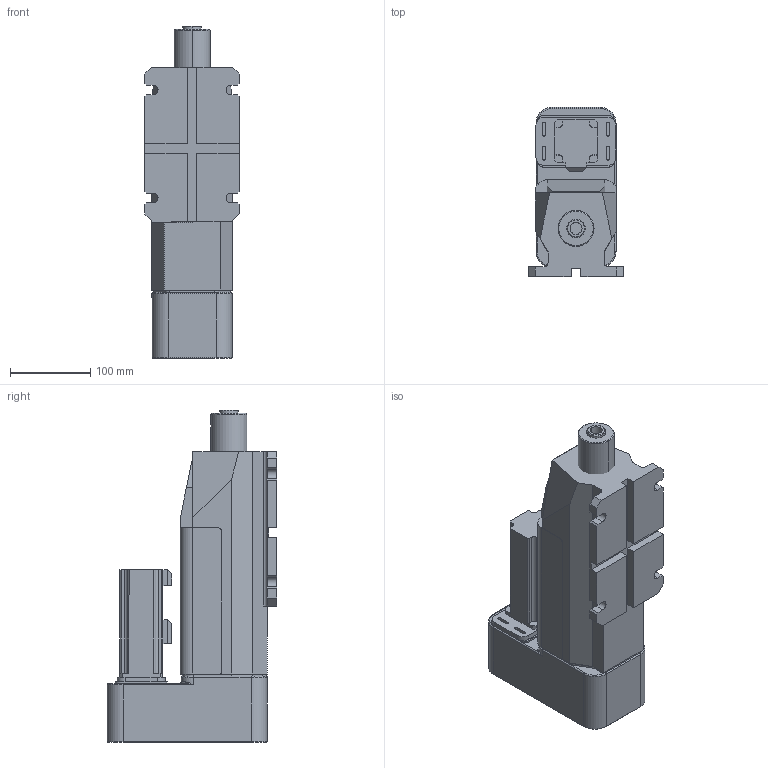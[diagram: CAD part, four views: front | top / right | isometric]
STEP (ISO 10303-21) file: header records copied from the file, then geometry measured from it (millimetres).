
FILE_DESCRIPTION (( 'STEP AP203' ), '1' );
FILE_NAME ('JPUF-104（フランジ）外形図.STEP', '2007-05-30T04:58:18', ( '' ), ( '' ), 'SwSTEP 2.0', 'SolidWorks 2006104', '' );
FILE_SCHEMA (( 'CONFIG_CONTROL_DESIGN' ));
Length unit declared in the file: millimetre
Products named in the file (3): JPUF-104（フランジ）_ﾃﾞﾌｫﾙﾄ; 儔儉_棉太倌; JPUF-104（フランジ）外形図
Assembly tree (2 placements, depth 2):
  JPUF-104（フランジ）外形図
    JPUF-104（フランジ）_ﾃﾞﾌｫﾙﾄ
    儔儉_棉太倌
Bounding box: 118 x 212 x 415 mm (x, y, z)
Volume: 5020376.6 mm3; surface area: 275246.8 mm2
Topology: 2 solids, 2 shells, 253 faces, 673 edges, 432 vertices
Faces by surface type: plane 164, cylinder 71, bspline 10, cone 8
Entity records: 11064 total; most frequent: CARTESIAN_POINT 4437, ORIENTED_EDGE 1342, DIRECTION 1297, EDGE_CURVE 671, VECTOR 497, LINE 497, VERTEX_POINT 432, AXIS2_PLACEMENT_3D 400
